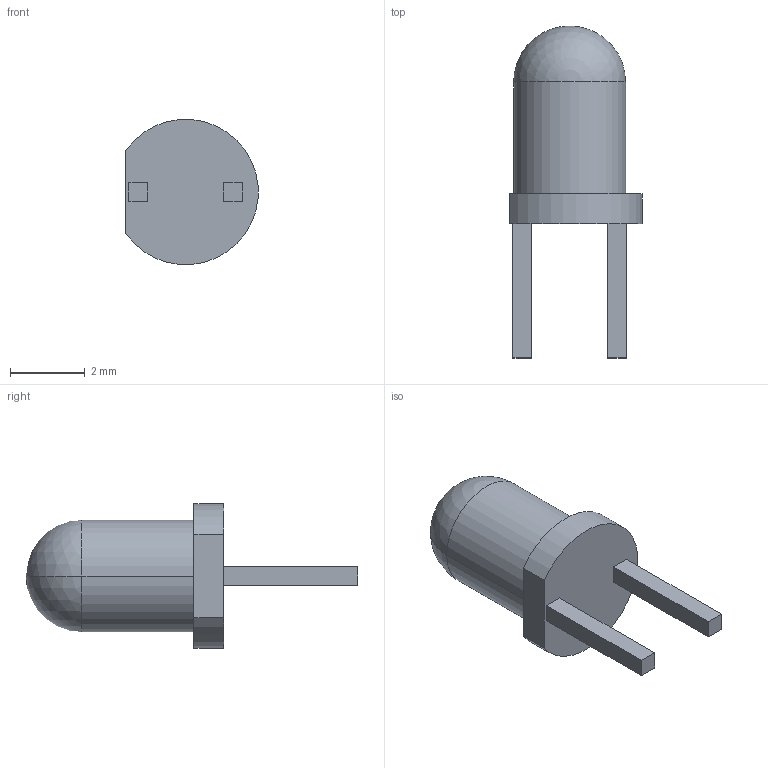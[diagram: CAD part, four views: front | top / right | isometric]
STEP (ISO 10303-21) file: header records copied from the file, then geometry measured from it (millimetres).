
FILE_DESCRIPTION (( 'STEP AP214' ), '1' );
FILE_NAME ('LED3mm_orange.STEP', '2019-08-21T21:34:28', ( '' ), ( '' ), 'SwSTEP 2.0', 'SolidWorks 2018', '' );
FILE_SCHEMA (( 'AUTOMOTIVE_DESIGN' ));
Length unit declared in the file: millimetre
Products named in the file (1): LED3mm_orange
Bounding box: 3.54 x 8.9 x 3.89 mm (x, y, z)
Volume: 39.2 mm3; surface area: 82.3 mm2
Topology: 1 solids, 1 shells, 18 faces, 42 edges, 27 vertices
Faces by surface type: plane 13, cylinder 3, sphere 2
Entity records: 714 total; most frequent: DIRECTION 84, CARTESIAN_POINT 82, ORIENTED_EDGE 76, EDGE_CURVE 38, VECTOR 30, LINE 30, AXIS2_PLACEMENT_3D 27, VERTEX_POINT 25
